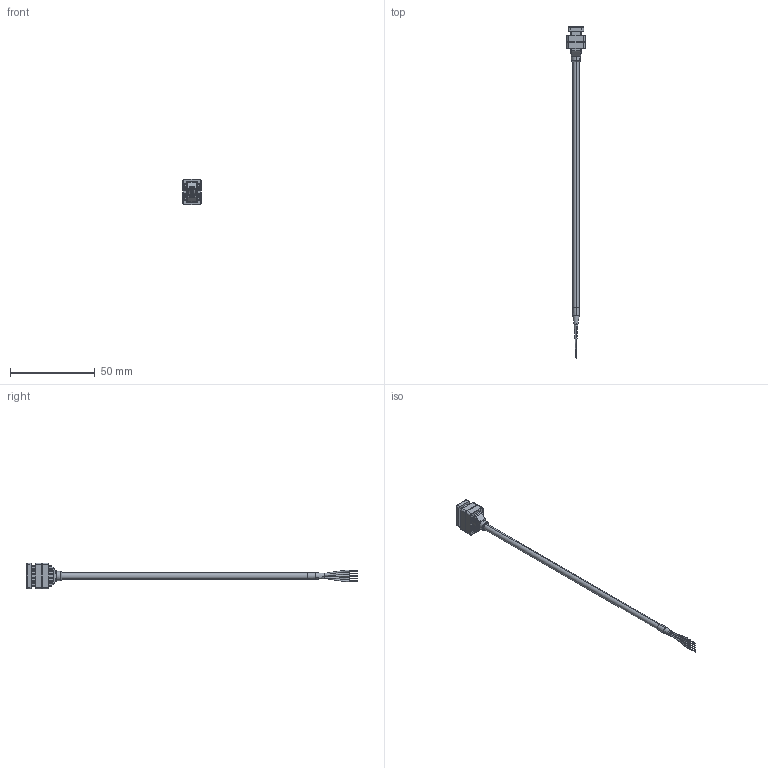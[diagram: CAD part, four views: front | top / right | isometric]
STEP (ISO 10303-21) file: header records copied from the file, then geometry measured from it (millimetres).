
FILE_DESCRIPTION (( 'STEP AP203' ), '1' );
FILE_NAME ('10-03711.STEP', '2020-08-21T19:24:46', ( '' ), ( '' ), 'SwSTEP 2.0', 'SolidWorks 2015', '' );
FILE_SCHEMA (( 'CONFIG_CONTROL_DESIGN' ));
Length unit declared in the file: millimetre
Products named in the file (8): 30-00088_stripped and tinned; 55-00140; 24-00330_USB C; 50-00950_PCB; 50-00950; 24-00330; 10-03711
Assembly tree (8 placements, depth 3):
  10-03711
    24-00330
      24-00330_USB C
      55-00140
    30-00088_stripped and tinned
    50-00950
      50-00950
      50-00950_PCB
    55-00140
Bounding box: 10.67 x 196 x 15.3 mm (x, y, z)
Volume: 3192 mm3; surface area: 13818.2 mm2
Topology: 88 solids, 88 shells, 1486 faces, 3286 edges, 2030 vertices
Faces by surface type: plane 1058, cylinder 346, bspline 54, torus 22, cone 6
Entity records: 41673 total; most frequent: CARTESIAN_POINT 10536, DIRECTION 6207, ORIENTED_EDGE 6060, EDGE_CURVE 3030, VECTOR 2129, LINE 2129, AXIS2_PLACEMENT_3D 2039, VERTEX_POINT 1862
